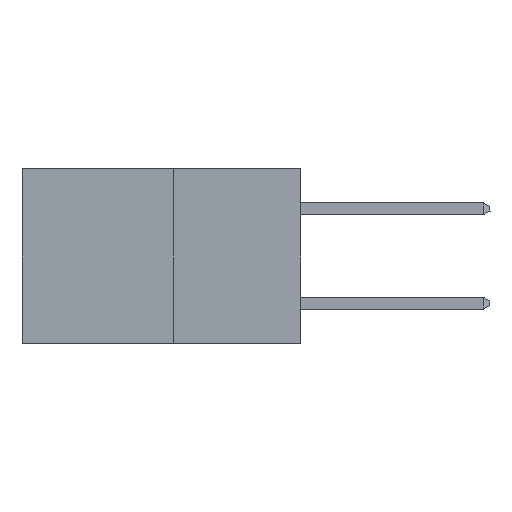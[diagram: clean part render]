
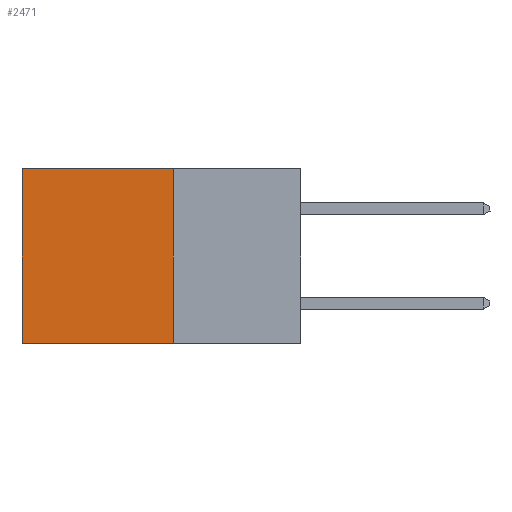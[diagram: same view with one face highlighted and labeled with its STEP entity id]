
A CAD part, left-side view. The second image highlights one B-rep face of the part: STEP entity #2471.
In plain terms, the highlighted planar face has unit normal (-1, 0, 0).
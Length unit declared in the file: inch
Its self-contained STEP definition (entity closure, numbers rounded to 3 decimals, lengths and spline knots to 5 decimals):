
#1151 = VERTEX_POINT ( 'NONE', #23625 ) ;
#2469 = ORIENTED_EDGE ( 'NONE', *, *, #25860, .F. ) ;
#2471 = ADVANCED_FACE ( 'NONE', ( #6229 ), #13865, .F. ) ;
#3349 = CARTESIAN_POINT ( 'NONE',  ( 0.277, 0.59, -0.37 ) ) ;
#5507 = LINE ( 'NONE', #3349, #31628 ) ;
#6229 = FACE_OUTER_BOUND ( 'NONE', #28913, .T. ) ;
#8127 = DIRECTION ( 'NONE',  ( 0., 1., 0. ) ) ;
#10769 = CARTESIAN_POINT ( 'NONE',  ( 0.277, 0.27, -0.37 ) ) ;
#11534 = LINE ( 'NONE', #18489, #24572 ) ;
#12260 = VECTOR ( 'NONE', #27785, 39.37008 ) ;
#12664 = AXIS2_PLACEMENT_3D ( 'NONE', #13428, #24291, #24182 ) ;
#13428 = CARTESIAN_POINT ( 'NONE',  ( 0.277, 0.27, -0.37 ) ) ;
#13865 = PLANE ( 'NONE',  #12664 ) ;
#14007 = DIRECTION ( 'NONE',  ( 0., 0., -1. ) ) ;
#14715 = CARTESIAN_POINT ( 'NONE',  ( 0.277, 0.27, -0.37 ) ) ;
#15058 = EDGE_CURVE ( 'NONE', #28202, #17341, #30629, .T. ) ;
#16807 = VECTOR ( 'NONE', #8127, 39.37008 ) ;
#17341 = VERTEX_POINT ( 'NONE', #19944 ) ;
#18489 = CARTESIAN_POINT ( 'NONE',  ( 0.277, 0.27, 0. ) ) ;
#18519 = EDGE_CURVE ( 'NONE', #1151, #17341, #5507, .T. ) ;
#19163 = LINE ( 'NONE', #14715, #12260 ) ;
#19944 = CARTESIAN_POINT ( 'NONE',  ( 0.277, 0.59, -0.37 ) ) ;
#21130 = DIRECTION ( 'NONE',  ( 0., 1., 0. ) ) ;
#23625 = CARTESIAN_POINT ( 'NONE',  ( 0.277, 0.59, 0. ) ) ;
#24182 = DIRECTION ( 'NONE',  ( 0., 0., -1. ) ) ;
#24291 = DIRECTION ( 'NONE',  ( 1., 0., 0. ) ) ;
#24572 = VECTOR ( 'NONE', #21130, 39.37008 ) ;
#25665 = CARTESIAN_POINT ( 'NONE',  ( 0.277, 0.27, 0. ) ) ;
#25860 = EDGE_CURVE ( 'NONE', #27273, #28202, #19163, .T. ) ;
#26320 = ORIENTED_EDGE ( 'NONE', *, *, #18519, .T. ) ;
#27273 = VERTEX_POINT ( 'NONE', #25665 ) ;
#27785 = DIRECTION ( 'NONE',  ( 0., 0., -1. ) ) ;
#28202 = VERTEX_POINT ( 'NONE', #31264 ) ;
#28913 = EDGE_LOOP ( 'NONE', ( #26320, #33412, #2469, #28947 ) ) ;
#28947 = ORIENTED_EDGE ( 'NONE', *, *, #32670, .T. ) ;
#30629 = LINE ( 'NONE', #10769, #16807 ) ;
#31264 = CARTESIAN_POINT ( 'NONE',  ( 0.277, 0.27, -0.37 ) ) ;
#31628 = VECTOR ( 'NONE', #14007, 39.37008 ) ;
#32670 = EDGE_CURVE ( 'NONE', #27273, #1151, #11534, .T. ) ;
#33412 = ORIENTED_EDGE ( 'NONE', *, *, #15058, .F. ) ;
